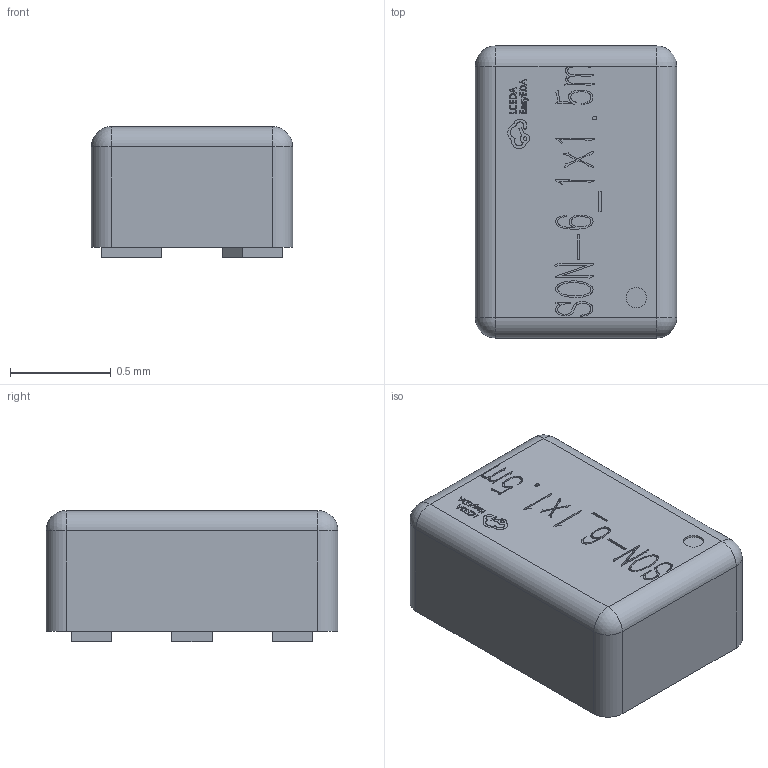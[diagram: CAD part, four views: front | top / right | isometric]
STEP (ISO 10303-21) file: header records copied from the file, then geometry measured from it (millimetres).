
FILE_DESCRIPTION (( 'STEP AP214' ), '1' );
FILE_NAME ('USON-6_L1.5-W1.0-H0.7-P0.50-BL.step', '2022-07-26T09:29:03', ( '' ), ( '' ), 'SwSTEP 2.0', 'SolidWorks 2020', '' );
FILE_SCHEMA (( 'AUTOMOTIVE_DESIGN' ));
Length unit declared in the file: millimetre
Products named in the file (1): USON-6_L1.5-W1.0-H0.7-P0.50-BL
Bounding box: 1 x 1.45 x 0.65 mm (x, y, z)
Volume: 0.9 mm3; surface area: 5.9 mm2
Topology: 14 solids, 14 shells, 609 faces, 1652 edges, 1094 vertices
Faces by surface type: plane 360, bspline 235, cylinder 10, sphere 4
Entity records: 32374 total; most frequent: CARTESIAN_POINT 11775, ORIENTED_EDGE 3296, DIRECTION 1944, EDGE_CURVE 1648, VECTOR 1154, LINE 1154, VERTEX_POINT 1094, EDGE_LOOP 648
